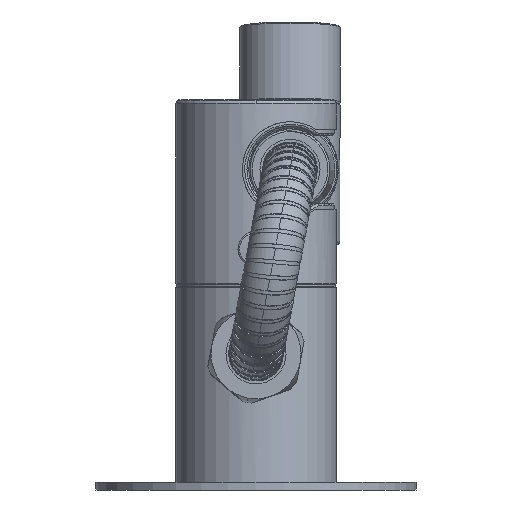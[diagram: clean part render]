
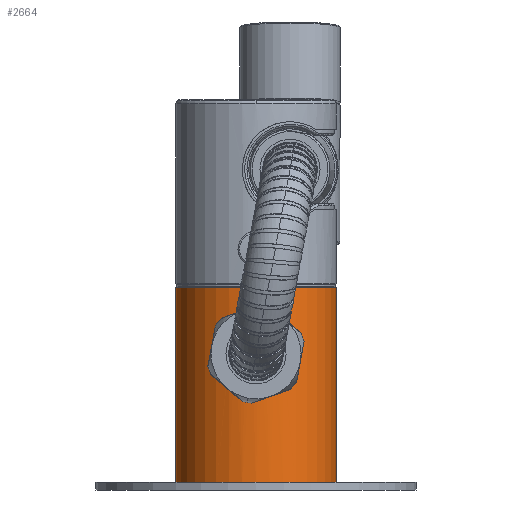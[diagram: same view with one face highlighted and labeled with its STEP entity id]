
A CAD part, front view. The second image highlights one B-rep face of the part: STEP entity #2664.
In plain terms, the highlighted cylindrical face has radius 20 mm (diameter 40 mm), a partial arc.
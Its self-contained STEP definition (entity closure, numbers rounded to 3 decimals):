
#26=DIRECTION('',(0.,1.,0.));
#27=VECTOR('',#26,50.5);
#28=CARTESIAN_POINT('',(-349.393,392.892,0.));
#29=LINE('',#28,#27);
#33=CARTESIAN_POINT('',(-323.148,423.46,-19.));
#34=CARTESIAN_POINT('',(-323.374,423.054,-19.074));
#35=CARTESIAN_POINT('',(-323.887,422.319,-19.234));
#36=CARTESIAN_POINT('',(-324.787,421.424,-19.471));
#37=CARTESIAN_POINT('',(-325.831,420.701,-19.69));
#38=CARTESIAN_POINT('',(-326.952,420.181,-19.863));
#39=CARTESIAN_POINT('',(-328.218,419.852,-19.979));
#40=CARTESIAN_POINT('',(-329.426,419.758,-20.012));
#41=CARTESIAN_POINT('',(-330.643,419.864,-19.974));
#42=CARTESIAN_POINT('',(-331.905,420.207,-19.854));
#43=CARTESIAN_POINT('',(-333.019,420.739,-19.678));
#44=CARTESIAN_POINT('',(-334.04,421.461,-19.461));
#45=CARTESIAN_POINT('',(-334.917,422.344,-19.228));
#46=CARTESIAN_POINT('',(-335.417,423.064,-19.073));
#47=CARTESIAN_POINT('',(-335.638,423.46,-19.));
#52=CARTESIAN_POINT('',(-335.638,423.46,-19.));
#53=CARTESIAN_POINT('',(-335.839,424.041,-18.934));
#54=CARTESIAN_POINT('',(-336.124,425.207,-18.834));
#55=CARTESIAN_POINT('',(-336.265,426.942,-18.782));
#56=CARTESIAN_POINT('',(-336.124,428.677,-18.834));
#57=CARTESIAN_POINT('',(-335.839,429.843,-18.934));
#58=CARTESIAN_POINT('',(-335.638,430.424,-19.));
#63=CARTESIAN_POINT('',(-335.638,430.424,-19.));
#64=CARTESIAN_POINT('',(-335.412,430.83,-19.074));
#65=CARTESIAN_POINT('',(-334.898,431.565,-19.234));
#66=CARTESIAN_POINT('',(-333.998,432.46,-19.471));
#67=CARTESIAN_POINT('',(-332.955,433.182,-19.69));
#68=CARTESIAN_POINT('',(-331.834,433.703,-19.863));
#69=CARTESIAN_POINT('',(-330.568,434.032,-19.979));
#70=CARTESIAN_POINT('',(-329.36,434.125,-20.012));
#71=CARTESIAN_POINT('',(-328.142,434.02,-19.974));
#72=CARTESIAN_POINT('',(-326.881,433.677,-19.854));
#73=CARTESIAN_POINT('',(-325.767,433.145,-19.678));
#74=CARTESIAN_POINT('',(-324.746,432.423,-19.461));
#75=CARTESIAN_POINT('',(-323.868,431.54,-19.228));
#76=CARTESIAN_POINT('',(-323.369,430.82,-19.073));
#77=CARTESIAN_POINT('',(-323.148,430.424,-19.));
#82=CARTESIAN_POINT('',(-323.148,430.424,-19.));
#83=CARTESIAN_POINT('',(-322.947,429.843,-18.934));
#84=CARTESIAN_POINT('',(-322.661,428.677,-18.834));
#85=CARTESIAN_POINT('',(-322.521,426.942,-18.782));
#86=CARTESIAN_POINT('',(-322.661,425.207,-18.834));
#87=CARTESIAN_POINT('',(-322.947,424.041,-18.934));
#88=CARTESIAN_POINT('',(-323.148,423.46,-19.));
#93=CARTESIAN_POINT('',(-329.393,392.892,0.));
#94=DIRECTION('',(0.,-1.,0.));
#95=DIRECTION('',(-1.,0.,0.));
#96=AXIS2_PLACEMENT_3D('',#93,#94,#95);
#101=DIRECTION('',(0.,1.,0.));
#102=VECTOR('',#101,50.5);
#103=CARTESIAN_POINT('',(-309.393,392.892,0.));
#104=LINE('',#103,#102);
#1422=CARTESIAN_POINT('',(-329.393,443.392,0.));
#1423=DIRECTION('',(0.,-1.,0.));
#1424=DIRECTION('',(-1.,0.,0.));
#1425=AXIS2_PLACEMENT_3D('',#1422,#1423,#1424);
#1454=CARTESIAN_POINT('',(-329.393,443.392,0.));
#1455=DIRECTION('',(0.,-1.,0.));
#1456=DIRECTION('',(0.,0.,-1.));
#1457=AXIS2_PLACEMENT_3D('',#1454,#1455,#1456);
#2427=CARTESIAN_POINT('',(-349.393,443.392,0.));
#2429=VERTEX_POINT('',#2427);
#2430=CARTESIAN_POINT('',(-309.393,443.392,0.));
#2431=VERTEX_POINT('',#2430);
#2432=CARTESIAN_POINT('',(-329.393,443.392,-20.));
#2433=VERTEX_POINT('',#2432);
#2438=VERTEX_POINT('',#33);
#2439=VERTEX_POINT('',#47);
#2440=VERTEX_POINT('',#58);
#2441=VERTEX_POINT('',#77);
#2597=CARTESIAN_POINT('',(-309.393,392.892,0.));
#2598=CARTESIAN_POINT('',(-349.393,392.892,0.));
#2599=VERTEX_POINT('',#2597);
#2600=VERTEX_POINT('',#2598);
#2640=CARTESIAN_POINT('',(-329.393,411.567,0.));
#2641=DIRECTION('',(0.,-1.,0.));
#2642=DIRECTION('',(-1.,0.,0.));
#2643=AXIS2_PLACEMENT_3D('',#2640,#2641,#2642);
#2644=CYLINDRICAL_SURFACE('',#2643,20.);
#2645=ORIENTED_EDGE('',*,*,#2629,.T.);
#2646=ORIENTED_EDGE('',*,*,#2618,.T.);
#2648=ORIENTED_EDGE('',*,*,#2647,.F.);
#2650=ORIENTED_EDGE('',*,*,#2649,.F.);
#2651=ORIENTED_EDGE('',*,*,#2612,.F.);
#2652=EDGE_LOOP('',(#2645,#2646,#2648,#2650,#2651));
#2653=FACE_OUTER_BOUND('',#2652,.F.);
#2655=ORIENTED_EDGE('',*,*,#2654,.T.);
#2657=ORIENTED_EDGE('',*,*,#2656,.T.);
#2659=ORIENTED_EDGE('',*,*,#2658,.T.);
#2661=ORIENTED_EDGE('',*,*,#2660,.T.);
#2662=EDGE_LOOP('',(#2655,#2657,#2659,#2661));
#2663=FACE_BOUND('',#2662,.F.);
#2664=ADVANCED_FACE('',(#2653,#2663),#2644,.T.);
#48=B_SPLINE_CURVE_WITH_KNOTS('',3,(#33,#34,#35,#36,#37,#38,#39,#40,#41,#42,#43,
#44,#45,#46,#47),.UNSPECIFIED.,.F.,.F.,(4,1,1,1,1,1,1,1,1,1,1,1,4),(0.,
0.083,0.167,0.25,0.333,0.417,
0.5,0.583,0.667,0.75,0.833,
0.917,1.),.UNSPECIFIED.);
#59=B_SPLINE_CURVE_WITH_KNOTS('',3,(#52,#53,#54,#55,#56,#57,#58),.UNSPECIFIED.,
.F.,.F.,(4,1,1,1,4),(0.,0.25,0.5,0.75,1.),.UNSPECIFIED.);
#78=B_SPLINE_CURVE_WITH_KNOTS('',3,(#63,#64,#65,#66,#67,#68,#69,#70,#71,#72,#73,
#74,#75,#76,#77),.UNSPECIFIED.,.F.,.F.,(4,1,1,1,1,1,1,1,1,1,1,1,4),(0.,
0.083,0.167,0.25,0.333,0.417,
0.5,0.583,0.667,0.75,0.833,
0.917,1.),.UNSPECIFIED.);
#89=B_SPLINE_CURVE_WITH_KNOTS('',3,(#82,#83,#84,#85,#86,#87,#88),.UNSPECIFIED.,
.F.,.F.,(4,1,1,1,4),(0.,0.25,0.5,0.75,1.),.UNSPECIFIED.);
#97=CIRCLE('',#96,20.);
#1426=CIRCLE('',#1425,20.);
#1458=CIRCLE('',#1457,20.);
#2612=EDGE_CURVE('',#2600,#2429,#29,.T.);
#2618=EDGE_CURVE('',#2599,#2431,#104,.T.);
#2629=EDGE_CURVE('',#2600,#2599,#97,.T.);
#2647=EDGE_CURVE('',#2433,#2431,#1458,.T.);
#2649=EDGE_CURVE('',#2429,#2433,#1426,.T.);
#2654=EDGE_CURVE('',#2438,#2439,#48,.T.);
#2656=EDGE_CURVE('',#2439,#2440,#59,.T.);
#2658=EDGE_CURVE('',#2440,#2441,#78,.T.);
#2660=EDGE_CURVE('',#2441,#2438,#89,.T.);
